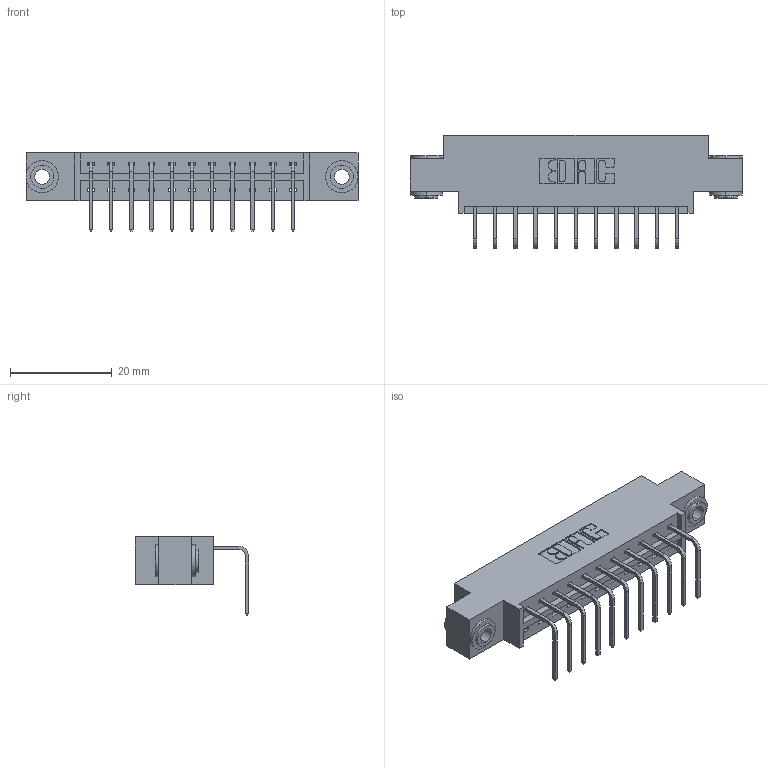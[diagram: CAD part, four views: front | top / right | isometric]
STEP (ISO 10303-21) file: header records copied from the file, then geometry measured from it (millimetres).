
FILE_DESCRIPTION (( 'STEP AP203' ), '1' );
FILE_NAME ('333-011-558-603.STEP', '2018-07-31T23:41:20', ( '' ), ( '' ), 'SwSTEP 2.0', 'SolidWorks 2016', '' );
FILE_SCHEMA (( 'CONFIG_CONTROL_DESIGN' ));
Length unit declared in the file: inch
Products named in the file (4): 333 Part_Offset - .156 Dia - TH; 345-292-001_558 Tail - 2; 345-250-002_345-250-002-102; 333-011-558-603
Assembly tree (14 placements, depth 2):
  333-011-558-603
    333 Part_Offset - .156 Dia - TH
    345-292-001_558 Tail - 2  x11
    345-250-002_345-250-002-102  x2
Bounding box: 65.13 x 22.17 x 15.37 mm (x, y, z)
Volume: 6115.1 mm3; surface area: 7063.8 mm2
Topology: 14 solids, 14 shells, 816 faces, 2401 edges, 1582 vertices
Faces by surface type: plane 568, cylinder 240, cone 8
Entity records: 11600 total; most frequent: CARTESIAN_POINT 1986, ORIENTED_EDGE 1926, DIRECTION 1771, EDGE_CURVE 963, LINE 811, VECTOR 811, VERTEX_POINT 638, AXIS2_PLACEMENT_3D 480
